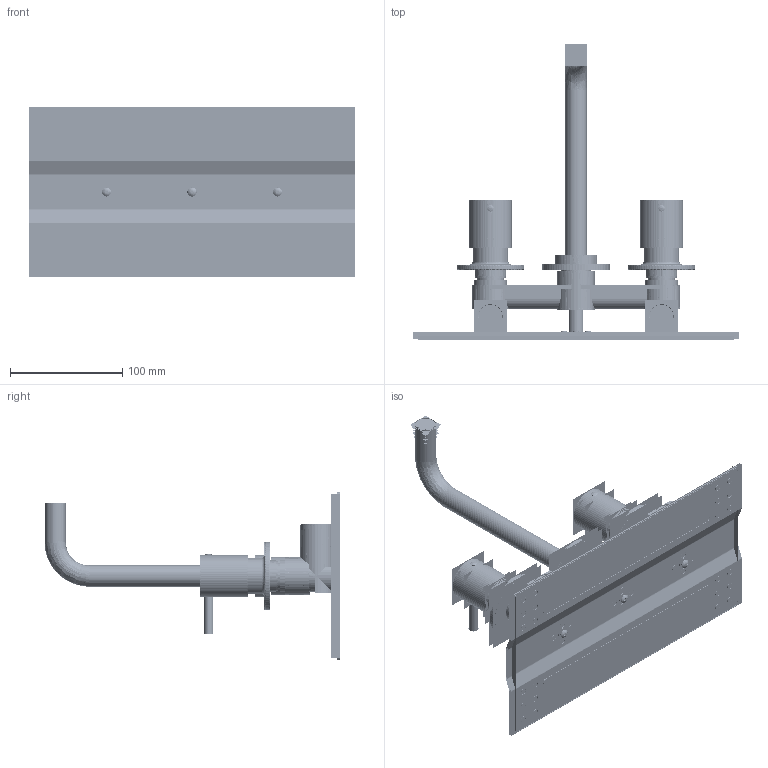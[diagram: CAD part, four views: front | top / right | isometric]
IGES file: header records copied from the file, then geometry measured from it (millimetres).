
Start section:  PTC IGES file: pro130wnc_asm.igs
Global section: file name: pro130wnc_asm.igs; native system: Pro/ENGINEER by Parametric Technology Corporation; preprocessor: 2009360; author: user33; organization: Unknown; date: 20191213.161306; units: millimetre
Bounding box: 291.2 x 263.31 x 151.86 mm (x, y, z)
Volume: 270812 mm3; surface area: 1353484.9 mm2
Topology: 44 solids, 78 shells, 4820 faces, 24912 edges, 31844 vertices
Faces by surface type: revolution 2688, bspline 2132
